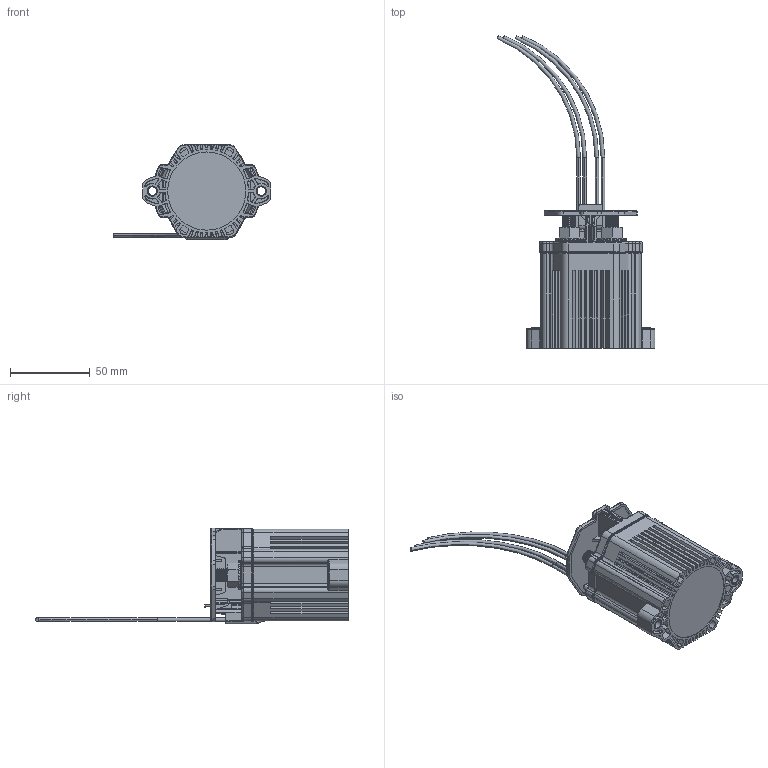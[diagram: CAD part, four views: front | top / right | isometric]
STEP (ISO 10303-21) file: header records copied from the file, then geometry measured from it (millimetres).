
FILE_DESCRIPTION (( 'STEP AP214' ), '1' );
FILE_NAME ('HX22_Aux_step_122115.STEP', '2015-12-21T18:57:13', ( 'Temp' ), ( '' ), 'SwSTEP 2.0', 'SolidWorks 2014', '' );
FILE_SCHEMA (( 'AUTOMOTIVE_DESIGN' ));
Length unit declared in the file: inch
Products named in the file (1): HX22_Aux_step_122115
Bounding box: 99.04 x 196.15 x 59.82 mm (x, y, z)
Volume: 71892.2 mm3; surface area: 86347.2 mm2
Topology: 15 solids, 15 shells, 2664 faces, 7010 edges, 4367 vertices
Faces by surface type: plane 1079, cylinder 1003, torus 346, bspline 117, sphere 74, cone 45
Entity records: 126951 total; most frequent: CARTESIAN_POINT 27862, ORIENTED_EDGE 13860, DIRECTION 13279, EDGE_CURVE 6930, AXIS2_PLACEMENT_3D 4744, VERTEX_POINT 4367, LINE 3791, VECTOR 3791
